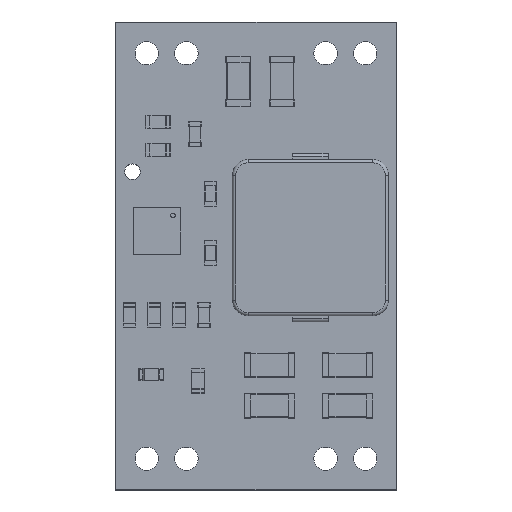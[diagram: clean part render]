
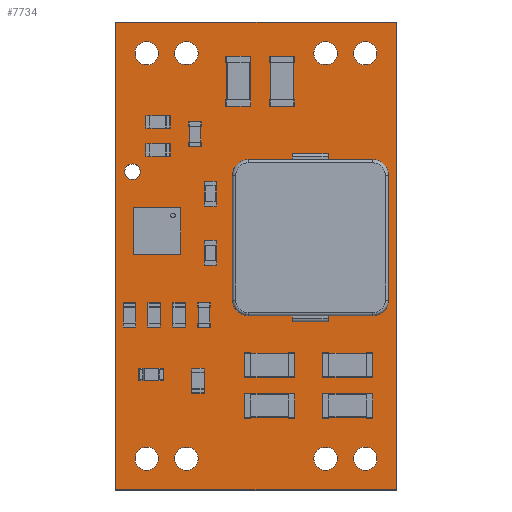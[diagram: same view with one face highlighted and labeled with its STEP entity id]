
A CAD part, top view. The second image highlights one B-rep face of the part: STEP entity #7734.
In plain terms, the highlighted planar face has unit normal (0, 0, 1).
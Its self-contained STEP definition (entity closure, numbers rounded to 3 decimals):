
#20=FACE_BOUND('',#1054,.T.);
#21=FACE_BOUND('',#1055,.T.);
#22=FACE_BOUND('',#1056,.T.);
#23=FACE_BOUND('',#1057,.T.);
#24=FACE_BOUND('',#1058,.T.);
#25=FACE_BOUND('',#1059,.T.);
#26=FACE_BOUND('',#1060,.T.);
#27=FACE_BOUND('',#1061,.T.);
#28=FACE_BOUND('',#1062,.T.);
#403=CIRCLE('',#8346,0.75);
#404=CIRCLE('',#8347,0.75);
#405=CIRCLE('',#8348,0.75);
#406=CIRCLE('',#8349,0.75);
#407=CIRCLE('',#8350,0.75);
#408=CIRCLE('',#8351,0.75);
#409=CIRCLE('',#8352,0.5);
#410=CIRCLE('',#8353,0.75);
#411=CIRCLE('',#8354,0.75);
#610=FACE_OUTER_BOUND('',#1053,.T.);
#1053=EDGE_LOOP('',(#5423,#5424,#5425,#5426));
#1054=EDGE_LOOP('',(#5427));
#1055=EDGE_LOOP('',(#5428));
#1056=EDGE_LOOP('',(#5429));
#1057=EDGE_LOOP('',(#5430));
#1058=EDGE_LOOP('',(#5431));
#1059=EDGE_LOOP('',(#5432));
#1060=EDGE_LOOP('',(#5433));
#1061=EDGE_LOOP('',(#5434));
#1062=EDGE_LOOP('',(#5435));
#1546=LINE('',#11290,#2499);
#1550=LINE('',#11298,#2503);
#1552=LINE('',#11302,#2505);
#1556=LINE('',#11327,#2509);
#2499=VECTOR('',#9127,1.);
#2503=VECTOR('',#9133,1.);
#2505=VECTOR('',#9137,1.);
#2509=VECTOR('',#9163,1.);
#3436=VERTEX_POINT('',#11287);
#3437=VERTEX_POINT('',#11289);
#3440=VERTEX_POINT('',#11296);
#3441=VERTEX_POINT('',#11301);
#3452=VERTEX_POINT('',#11328);
#3453=VERTEX_POINT('',#11330);
#3454=VERTEX_POINT('',#11332);
#3455=VERTEX_POINT('',#11334);
#3456=VERTEX_POINT('',#11336);
#3457=VERTEX_POINT('',#11338);
#3458=VERTEX_POINT('',#11340);
#3459=VERTEX_POINT('',#11342);
#3460=VERTEX_POINT('',#11344);
#4194=EDGE_CURVE('',#3436,#3437,#1546,.T.);
#4198=EDGE_CURVE('',#3440,#3436,#1550,.T.);
#4200=EDGE_CURVE('',#3437,#3441,#1552,.T.);
#4213=EDGE_CURVE('',#3441,#3440,#1556,.T.);
#4214=EDGE_CURVE('',#3452,#3452,#403,.T.);
#4215=EDGE_CURVE('',#3453,#3453,#404,.T.);
#4216=EDGE_CURVE('',#3454,#3454,#405,.T.);
#4217=EDGE_CURVE('',#3455,#3455,#406,.T.);
#4218=EDGE_CURVE('',#3456,#3456,#407,.T.);
#4219=EDGE_CURVE('',#3457,#3457,#408,.T.);
#4220=EDGE_CURVE('',#3458,#3458,#409,.T.);
#4221=EDGE_CURVE('',#3459,#3459,#410,.T.);
#4222=EDGE_CURVE('',#3460,#3460,#411,.T.);
#5423=ORIENTED_EDGE('',*,*,#4194,.F.);
#5424=ORIENTED_EDGE('',*,*,#4198,.F.);
#5425=ORIENTED_EDGE('',*,*,#4213,.F.);
#5426=ORIENTED_EDGE('',*,*,#4200,.F.);
#5427=ORIENTED_EDGE('',*,*,#4214,.F.);
#5428=ORIENTED_EDGE('',*,*,#4215,.F.);
#5429=ORIENTED_EDGE('',*,*,#4216,.F.);
#5430=ORIENTED_EDGE('',*,*,#4217,.F.);
#5431=ORIENTED_EDGE('',*,*,#4218,.F.);
#5432=ORIENTED_EDGE('',*,*,#4219,.F.);
#5433=ORIENTED_EDGE('',*,*,#4220,.F.);
#5434=ORIENTED_EDGE('',*,*,#4221,.F.);
#5435=ORIENTED_EDGE('',*,*,#4222,.F.);
#7350=PLANE('',#8345);
#7734=ADVANCED_FACE('',(#610,#20,#21,#22,#23,#24,#25,#26,#27,#28),#7350,
 .F.);
#8345=AXIS2_PLACEMENT_3D('',#11326,#9161,#9162);
#8346=AXIS2_PLACEMENT_3D('',#11329,#9164,#9165);
#8347=AXIS2_PLACEMENT_3D('',#11331,#9166,#9167);
#8348=AXIS2_PLACEMENT_3D('',#11333,#9168,#9169);
#8349=AXIS2_PLACEMENT_3D('',#11335,#9170,#9171);
#8350=AXIS2_PLACEMENT_3D('',#11337,#9172,#9173);
#8351=AXIS2_PLACEMENT_3D('',#11339,#9174,#9175);
#8352=AXIS2_PLACEMENT_3D('',#11341,#9176,#9177);
#8353=AXIS2_PLACEMENT_3D('',#11343,#9178,#9179);
#8354=AXIS2_PLACEMENT_3D('',#11345,#9180,#9181);
#9127=DIRECTION('',(0.,1.,0.));
#9133=DIRECTION('',(-1.,0.,0.));
#9137=DIRECTION('',(1.,0.,0.));
#9161=DIRECTION('center_axis',(0.,0.,-1.));
#9162=DIRECTION('ref_axis',(-1.,0.,0.));
#9163=DIRECTION('',(0.,-1.,0.));
#9164=DIRECTION('center_axis',(0.,0.,1.));
#9165=DIRECTION('ref_axis',(1.,0.,0.));
#9166=DIRECTION('center_axis',(0.,0.,1.));
#9167=DIRECTION('ref_axis',(1.,0.,0.));
#9168=DIRECTION('center_axis',(0.,0.,1.));
#9169=DIRECTION('ref_axis',(1.,0.,0.));
#9170=DIRECTION('center_axis',(0.,0.,1.));
#9171=DIRECTION('ref_axis',(1.,0.,0.));
#9172=DIRECTION('center_axis',(0.,0.,1.));
#9173=DIRECTION('ref_axis',(1.,0.,0.));
#9174=DIRECTION('center_axis',(0.,0.,1.));
#9175=DIRECTION('ref_axis',(1.,0.,0.));
#9176=DIRECTION('center_axis',(0.,0.,1.));
#9177=DIRECTION('ref_axis',(1.,0.,0.));
#9178=DIRECTION('center_axis',(0.,0.,1.));
#9179=DIRECTION('ref_axis',(1.,0.,0.));
#9180=DIRECTION('center_axis',(0.,0.,1.));
#9181=DIRECTION('ref_axis',(1.,0.,0.));
#11287=CARTESIAN_POINT('',(0.,-30.,1.6));
#11289=CARTESIAN_POINT('',(0.,0.,1.6));
#11290=CARTESIAN_POINT('',(0.,-30.,1.6));
#11296=CARTESIAN_POINT('',(18.,-30.,1.6));
#11298=CARTESIAN_POINT('',(18.,-30.,1.6));
#11301=CARTESIAN_POINT('',(18.,0.,1.6));
#11302=CARTESIAN_POINT('',(0.,0.,1.6));
#11326=CARTESIAN_POINT('Origin',(9.,-15.,1.6));
#11327=CARTESIAN_POINT('',(18.,0.,1.6));
#11328=CARTESIAN_POINT('',(15.25,-28.,1.6));
#11329=CARTESIAN_POINT('Origin',(16.,-28.,1.6));
#11330=CARTESIAN_POINT('',(12.71,-28.,1.6));
#11331=CARTESIAN_POINT('Origin',(13.46,-28.,1.6));
#11332=CARTESIAN_POINT('',(3.79,-28.,1.6));
#11333=CARTESIAN_POINT('Origin',(4.54,-28.,1.6));
#11334=CARTESIAN_POINT('',(1.25,-28.,1.6));
#11335=CARTESIAN_POINT('Origin',(2.,-28.,1.6));
#11336=CARTESIAN_POINT('',(15.25,-2.,1.6));
#11337=CARTESIAN_POINT('Origin',(16.,-2.,1.6));
#11338=CARTESIAN_POINT('',(12.71,-2.,1.6));
#11339=CARTESIAN_POINT('Origin',(13.46,-2.,1.6));
#11340=CARTESIAN_POINT('',(0.575,-9.6,1.6));
#11341=CARTESIAN_POINT('Origin',(1.075,-9.6,1.6));
#11342=CARTESIAN_POINT('',(3.79,-2.,1.6));
#11343=CARTESIAN_POINT('Origin',(4.54,-2.,1.6));
#11344=CARTESIAN_POINT('',(1.25,-2.,1.6));
#11345=CARTESIAN_POINT('Origin',(2.,-2.,1.6));
